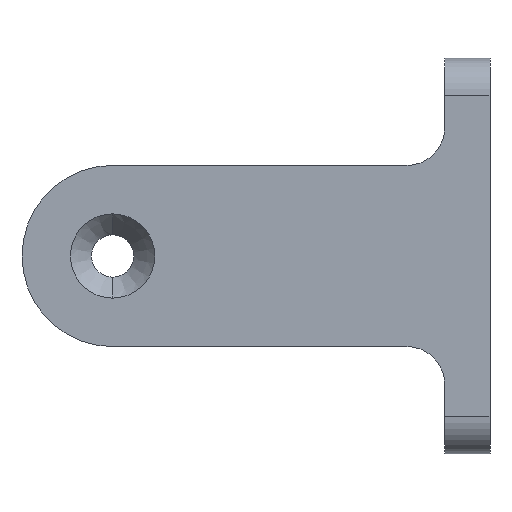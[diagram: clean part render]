
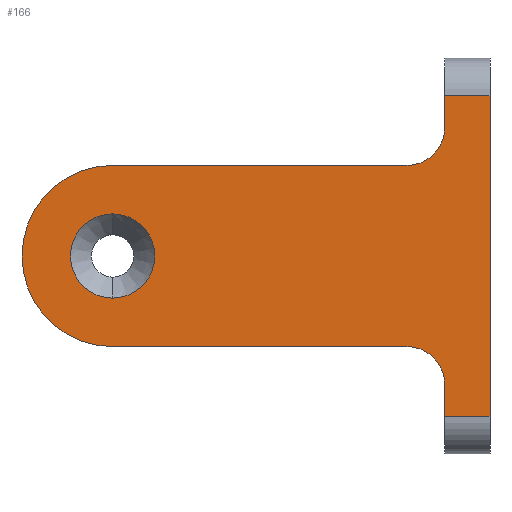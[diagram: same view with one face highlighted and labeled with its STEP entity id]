
A CAD part, left-side view. The second image highlights one B-rep face of the part: STEP entity #166.
In plain terms, the highlighted planar face has unit normal (-1, 0, 0).
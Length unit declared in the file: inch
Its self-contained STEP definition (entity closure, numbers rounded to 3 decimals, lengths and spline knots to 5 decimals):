
#3 = EDGE_CURVE ( 'NONE', #1683, #1290, #1692, .T. ) ;
#8 = CARTESIAN_POINT ( 'NONE',  ( -0.655, 1.25, 0.1395 ) ) ;
#12 = LINE ( 'NONE', #507, #772 ) ;
#27 = CARTESIAN_POINT ( 'NONE',  ( -0.655, 1.25, 0. ) ) ;
#52 = DIRECTION ( 'NONE',  ( 0., 0., -1. ) ) ;
#55 = ORIENTED_EDGE ( 'NONE', *, *, #776, .F. ) ;
#104 = VECTOR ( 'NONE', #362, 39.37008 ) ;
#153 = CARTESIAN_POINT ( 'NONE',  ( -0.655, 0.275, 0.3 ) ) ;
#166 = ADVANCED_FACE ( 'NONE', ( #231, #583 ), #476, .F. ) ;
#182 = CARTESIAN_POINT ( 'NONE',  ( -0.655, 0.15, 0.425 ) ) ;
#214 = DIRECTION ( 'NONE',  ( 0., 0., -1. ) ) ;
#221 = AXIS2_PLACEMENT_3D ( 'NONE', #423, #1312, #270 ) ;
#227 = VECTOR ( 'NONE', #1498, 39.37008 ) ;
#229 = DIRECTION ( 'NONE',  ( 0., 0., -1. ) ) ;
#231 = FACE_OUTER_BOUND ( 'NONE', #1592, .T. ) ;
#243 = DIRECTION ( 'NONE',  ( -1., 0., 0. ) ) ;
#253 = CARTESIAN_POINT ( 'NONE',  ( -0.655, 1.25, 0. ) ) ;
#270 = DIRECTION ( 'NONE',  ( 0., 0., 1. ) ) ;
#326 = ORIENTED_EDGE ( 'NONE', *, *, #1064, .T. ) ;
#354 = EDGE_CURVE ( 'NONE', #1841, #1035, #1681, .T. ) ;
#362 = DIRECTION ( 'NONE',  ( 0., 0., 1. ) ) ;
#370 = CARTESIAN_POINT ( 'NONE',  ( -0.655, 0., 0.53033 ) ) ;
#400 = ORIENTED_EDGE ( 'NONE', *, *, #1569, .F. ) ;
#423 = CARTESIAN_POINT ( 'NONE',  ( -0.655, 1.25, 0. ) ) ;
#475 = DIRECTION ( 'NONE',  ( 0., 1., 0. ) ) ;
#476 = PLANE ( 'NONE',  #1916 ) ;
#478 = DIRECTION ( 'NONE',  ( 0., 1., 0. ) ) ;
#480 = VERTEX_POINT ( 'NONE', #982 ) ;
#495 = VERTEX_POINT ( 'NONE', #732 ) ;
#507 = CARTESIAN_POINT ( 'NONE',  ( -0.655, 0., -0.53033 ) ) ;
#527 = ORIENTED_EDGE ( 'NONE', *, *, #1669, .T. ) ;
#529 = ORIENTED_EDGE ( 'NONE', *, *, #586, .T. ) ;
#578 = VERTEX_POINT ( 'NONE', #370 ) ;
#583 = FACE_BOUND ( 'NONE', #1023, .T. ) ;
#586 = EDGE_CURVE ( 'NONE', #1290, #1919, #1491, .T. ) ;
#607 = CARTESIAN_POINT ( 'NONE',  ( -0.655, 0.15, 0.655 ) ) ;
#638 = CARTESIAN_POINT ( 'NONE',  ( -0.655, 0.15, 0.655 ) ) ;
#656 = ORIENTED_EDGE ( 'NONE', *, *, #1689, .T. ) ;
#692 = AXIS2_PLACEMENT_3D ( 'NONE', #1630, #1620, #1613 ) ;
#695 = EDGE_CURVE ( 'NONE', #1048, #480, #1688, .T. ) ;
#700 = AXIS2_PLACEMENT_3D ( 'NONE', #253, #243, #229 ) ;
#710 = VECTOR ( 'NONE', #995, 39.37008 ) ;
#732 = CARTESIAN_POINT ( 'NONE',  ( -0.655, 0., -0.53033 ) ) ;
#740 = CARTESIAN_POINT ( 'NONE',  ( -0.655, 1.25, 0.3 ) ) ;
#751 = CARTESIAN_POINT ( 'NONE',  ( -0.655, 0., 0.53033 ) ) ;
#772 = VECTOR ( 'NONE', #478, 39.37008 ) ;
#776 = EDGE_CURVE ( 'NONE', #1723, #1164, #1557, .T. ) ;
#804 = CARTESIAN_POINT ( 'NONE',  ( -0.655, 0.275, -0.3 ) ) ;
#813 = CARTESIAN_POINT ( 'NONE',  ( -0.655, 1.25, -0.3 ) ) ;
#816 = ORIENTED_EDGE ( 'NONE', *, *, #695, .F. ) ;
#872 = ORIENTED_EDGE ( 'NONE', *, *, #1221, .T. ) ;
#881 = DIRECTION ( 'NONE',  ( 0., 0., 1. ) ) ;
#915 = DIRECTION ( 'NONE',  ( 0., 0., 1. ) ) ;
#916 = VECTOR ( 'NONE', #881, 39.37008 ) ;
#968 = DIRECTION ( 'NONE',  ( 1., 0., 0. ) ) ;
#982 = CARTESIAN_POINT ( 'NONE',  ( -0.655, 0.15, -0.425 ) ) ;
#985 = VECTOR ( 'NONE', #915, 39.37008 ) ;
#995 = DIRECTION ( 'NONE',  ( 0., -1., 0. ) ) ;
#1003 = CARTESIAN_POINT ( 'NONE',  ( -0.655, 1.25, -0.3 ) ) ;
#1011 = ORIENTED_EDGE ( 'NONE', *, *, #3, .T. ) ;
#1023 = EDGE_LOOP ( 'NONE', ( #55, #400 ) ) ;
#1035 = VERTEX_POINT ( 'NONE', #1766 ) ;
#1048 = VERTEX_POINT ( 'NONE', #1759 ) ;
#1064 = EDGE_CURVE ( 'NONE', #1841, #1683, #1917, .T. ) ;
#1131 = AXIS2_PLACEMENT_3D ( 'NONE', #1838, #968, #52 ) ;
#1139 = ORIENTED_EDGE ( 'NONE', *, *, #1901, .T. ) ;
#1164 = VERTEX_POINT ( 'NONE', #1379 ) ;
#1202 = ORIENTED_EDGE ( 'NONE', *, *, #1383, .F. ) ;
#1221 = EDGE_CURVE ( 'NONE', #1919, #1862, #1830, .T. ) ;
#1253 = AXIS2_PLACEMENT_3D ( 'NONE', #27, #1884, #1659 ) ;
#1290 = VERTEX_POINT ( 'NONE', #740 ) ;
#1312 = DIRECTION ( 'NONE',  ( -1., 0., 0. ) ) ;
#1316 = VECTOR ( 'NONE', #475, 39.37008 ) ;
#1324 = CARTESIAN_POINT ( 'NONE',  ( -0.655, 0.15, 0.655 ) ) ;
#1379 = CARTESIAN_POINT ( 'NONE',  ( -0.655, 1.25, -0.1395 ) ) ;
#1383 = EDGE_CURVE ( 'NONE', #495, #1048, #12, .T. ) ;
#1460 = LINE ( 'NONE', #751, #227 ) ;
#1491 = CIRCLE ( 'NONE', #700, 0.3 ) ;
#1498 = DIRECTION ( 'NONE',  ( 0., 1., 0. ) ) ;
#1530 = CIRCLE ( 'NONE', #1131, 0.125 ) ;
#1552 = CARTESIAN_POINT ( 'NONE',  ( -0.655, 0.15, 0.3 ) ) ;
#1557 = CIRCLE ( 'NONE', #221, 0.1395 ) ;
#1569 = EDGE_CURVE ( 'NONE', #1164, #1723, #1624, .T. ) ;
#1592 = EDGE_LOOP ( 'NONE', ( #527, #1792, #326, #1011, #529, #872, #1139, #816, #1202, #656 ) ) ;
#1613 = DIRECTION ( 'NONE',  ( 0., 0., -1. ) ) ;
#1620 = DIRECTION ( 'NONE',  ( 1., 0., 0. ) ) ;
#1624 = CIRCLE ( 'NONE', #1253, 0.1395 ) ;
#1629 = CARTESIAN_POINT ( 'NONE',  ( -0.655, 0., 0.655 ) ) ;
#1630 = CARTESIAN_POINT ( 'NONE',  ( -0.655, 0.275, 0.425 ) ) ;
#1659 = DIRECTION ( 'NONE',  ( 0., 0., 1. ) ) ;
#1669 = EDGE_CURVE ( 'NONE', #578, #1035, #1460, .T. ) ;
#1681 = LINE ( 'NONE', #638, #104 ) ;
#1683 = VERTEX_POINT ( 'NONE', #153 ) ;
#1688 = LINE ( 'NONE', #1324, #916 ) ;
#1689 = EDGE_CURVE ( 'NONE', #495, #578, #1749, .T. ) ;
#1692 = LINE ( 'NONE', #1552, #1316 ) ;
#1723 = VERTEX_POINT ( 'NONE', #8 ) ;
#1749 = LINE ( 'NONE', #1629, #985 ) ;
#1759 = CARTESIAN_POINT ( 'NONE',  ( -0.655, 0.15, -0.53033 ) ) ;
#1766 = CARTESIAN_POINT ( 'NONE',  ( -0.655, 0.15, 0.53033 ) ) ;
#1792 = ORIENTED_EDGE ( 'NONE', *, *, #354, .F. ) ;
#1830 = LINE ( 'NONE', #1003, #710 ) ;
#1838 = CARTESIAN_POINT ( 'NONE',  ( -0.655, 0.275, -0.425 ) ) ;
#1841 = VERTEX_POINT ( 'NONE', #182 ) ;
#1862 = VERTEX_POINT ( 'NONE', #804 ) ;
#1863 = DIRECTION ( 'NONE',  ( 1., 0., 0. ) ) ;
#1884 = DIRECTION ( 'NONE',  ( -1., 0., 0. ) ) ;
#1901 = EDGE_CURVE ( 'NONE', #1862, #480, #1530, .T. ) ;
#1916 = AXIS2_PLACEMENT_3D ( 'NONE', #607, #1863, #214 ) ;
#1917 = CIRCLE ( 'NONE', #692, 0.125 ) ;
#1919 = VERTEX_POINT ( 'NONE', #813 ) ;
